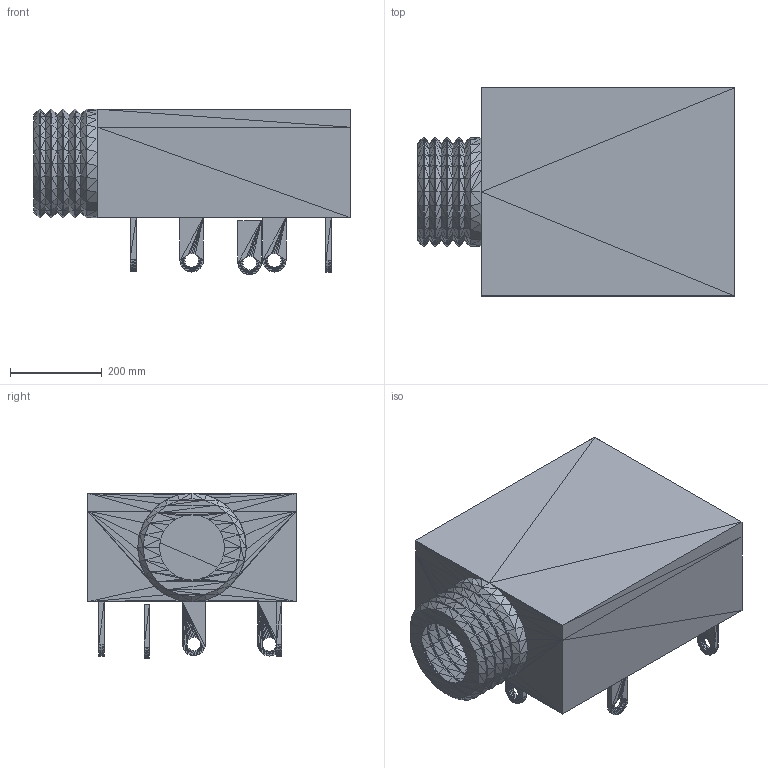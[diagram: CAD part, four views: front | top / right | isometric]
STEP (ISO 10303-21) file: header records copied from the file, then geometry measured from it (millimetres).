
FILE_DESCRIPTION(('CAx-IF Rec.Pracs.---Model Styling and Organization---1.5---2016-08-15','CAx-IF Rec.Pracs.---Geometric and Assembly Validation Properties---4.4---2016-08-17','CAx-IF Rec.Pracs.---User Defined Attributes---1.5---2016-08-15','CAx-IF Rec.Pracs.---External References---2.1---2005-01-19'),'2;1');
FILE_NAME('model.stp','2020-04-06T14:07:51',('Unspecified'),('Unspecified'),'CAD Exchanger 3.7.1 (cadexchanger.com)','Unspecified','');
FILE_SCHEMA(('AUTOMOTIVE_DESIGN { 1 0 10303 214 1 1 1 1 }'));
Length unit declared in the file: millimetre
Products named in the file (28): SketchUp; group_0; ID132; ID142; ID152; ID164; ID172; ID180; ID188; ID196; group_1; ID24; group_2; ID45; group_3; ID66; group_4; ID87; group_5; ID108
Assembly tree (26 placements, depth 4):
  SketchUp
    SketchUp
  group_0
    group_0
      group_0
      ID132
      ID142
      ID152
      ID164
      ID172
      ID180
      ID188
      ID196
      group_1
        group_1
        ID24
      group_2
        group_2
        ID45
      group_3
        group_3
        ID66
      group_4
        group_4
        ID87
      group_5
        group_5
        ID108
Bounding box: 688.98 x 452.76 x 360.5 mm (x, y, z)
Surface area: 2809837.2 mm2 (no closed solid volume)
Topology: 0 solids, 3106 shells, 3106 faces, 9318 edges, 9318 vertices
Faces by surface type: plane 3106
Entity records: 34727 total; most frequent: CARTESIAN_POINT 12432, DIRECTION 6228, AXIS2_PLACEMENT_3D 3114, FACE_SURFACE 3106, FACE_OUTER_BOUND 3106, POLY_LOOP 3106, PLANE 3106, PRODUCT_DEFINITION_SHAPE 54
